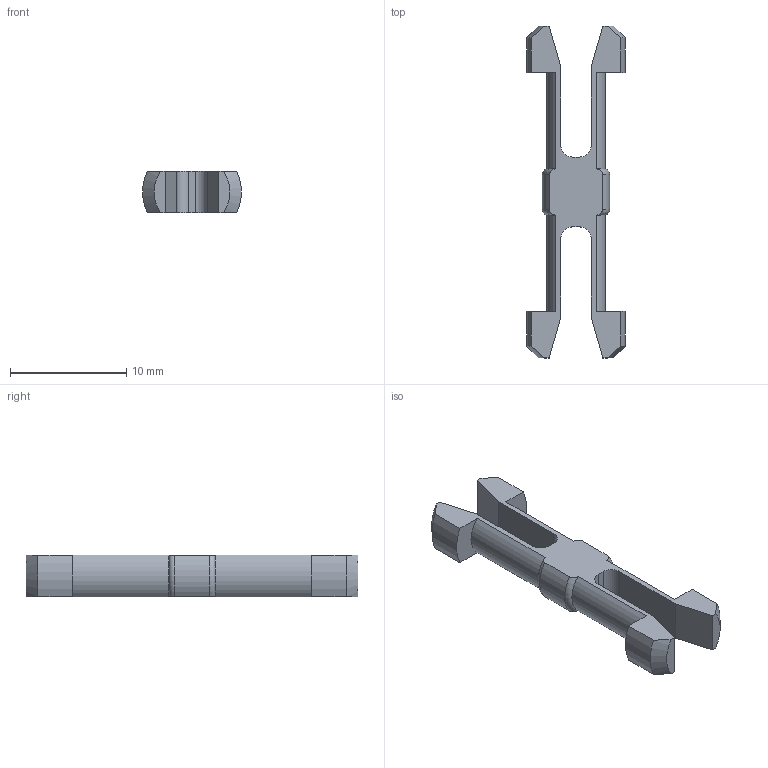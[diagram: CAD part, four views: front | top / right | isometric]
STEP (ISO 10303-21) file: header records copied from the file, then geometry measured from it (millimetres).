
FILE_DESCRIPTION((''),'2;1');
FILE_NAME('','2013-05-04T',(''),(''),'PRO/ENGINEER BY PARAMETRIC TECHNOLOGY CORPORATION, 2003130','PRO/ENGINEER BY PARAMETRIC TECHNOLOGY CORPORATION, 2003130','');
FILE_SCHEMA(('CONFIG_CONTROL_DESIGN'));
Length unit declared in the file: millimetre
Bounding box: 8.47 x 28.5 x 3.6 mm (x, y, z)
Volume: 342.9 mm3; surface area: 586.9 mm2
Topology: 1 solids, 1 shells, 42 faces, 120 edges, 80 vertices
Faces by surface type: plane 20, cylinder 14, torus 4, cone 4
Entity records: 1446 total; most frequent: CARTESIAN_POINT 306, ORIENTED_EDGE 240, DIRECTION 220, EDGE_CURVE 120, VERTEX_POINT 80, AXIS2_PLACEMENT_3D 74, VECTOR 72, LINE 72
